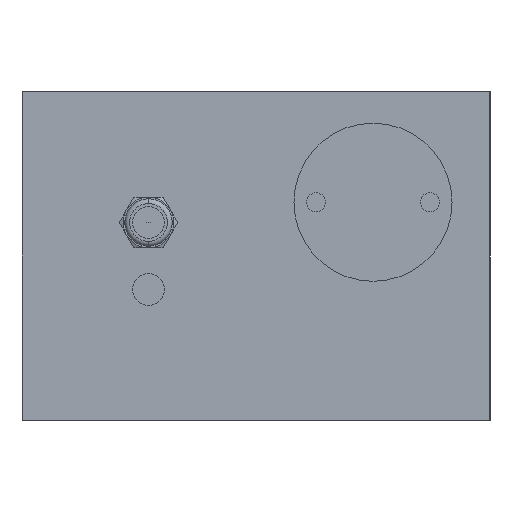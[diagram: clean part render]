
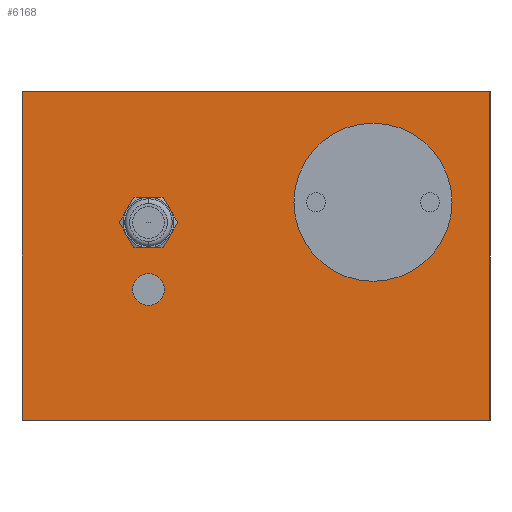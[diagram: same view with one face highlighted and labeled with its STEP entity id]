
A CAD part, left-side view. The second image highlights one B-rep face of the part: STEP entity #6168.
In plain terms, the highlighted planar face has unit normal (-1, 0, 0).
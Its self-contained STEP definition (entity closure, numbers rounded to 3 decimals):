
#711=DIRECTION('',(0.,0.,1.));
#712=VECTOR('',#711,52.);
#713=CARTESIAN_POINT('',(0.,74.,-52.));
#714=LINE('',#713,#712);
#755=DIRECTION('',(0.,-1.,0.));
#756=VECTOR('',#755,74.);
#757=CARTESIAN_POINT('',(0.,74.,-52.));
#758=LINE('',#757,#756);
#759=DIRECTION('',(0.,1.,0.));
#760=VECTOR('',#759,74.);
#761=CARTESIAN_POINT('',(0.,0.,0.));
#762=LINE('',#761,#760);
#763=DIRECTION('',(0.,0.,1.));
#764=VECTOR('',#763,52.);
#765=CARTESIAN_POINT('',(0.,0.,-52.));
#766=LINE('',#765,#764);
#767=CARTESIAN_POINT('',(0.,18.5,-17.5));
#768=DIRECTION('',(1.,0.,0.));
#769=DIRECTION('',(0.,0.,-1.));
#770=AXIS2_PLACEMENT_3D('',#767,#768,#769);
#772=CARTESIAN_POINT('',(0.,18.5,-17.5));
#773=DIRECTION('',(1.,0.,0.));
#774=DIRECTION('',(0.,0.,1.));
#775=AXIS2_PLACEMENT_3D('',#772,#773,#774);
#777=CARTESIAN_POINT('',(0.,54.,-31.3));
#778=DIRECTION('',(1.,0.,0.));
#779=DIRECTION('',(0.,0.,-1.));
#780=AXIS2_PLACEMENT_3D('',#777,#778,#779);
#782=CARTESIAN_POINT('',(0.,54.,-31.3));
#783=DIRECTION('',(1.,0.,0.));
#784=DIRECTION('',(0.,0.,1.));
#785=AXIS2_PLACEMENT_3D('',#782,#783,#784);
#787=CARTESIAN_POINT('',(0.,54.,-20.7));
#788=DIRECTION('',(-1.,0.,0.));
#789=DIRECTION('',(0.,-0.866,0.5));
#790=AXIS2_PLACEMENT_3D('',#787,#788,#789);
#792=CARTESIAN_POINT('',(0.,54.,-20.7));
#793=DIRECTION('',(-1.,0.,0.));
#794=DIRECTION('',(0.,0.,1.));
#795=AXIS2_PLACEMENT_3D('',#792,#793,#794);
#797=CARTESIAN_POINT('',(0.,54.,-20.7));
#798=DIRECTION('',(-1.,0.,0.));
#799=DIRECTION('',(0.,0.866,0.5));
#800=AXIS2_PLACEMENT_3D('',#797,#798,#799);
#802=CARTESIAN_POINT('',(0.,54.,-20.7));
#803=DIRECTION('',(-1.,0.,0.));
#804=DIRECTION('',(0.,0.866,-0.5));
#805=AXIS2_PLACEMENT_3D('',#802,#803,#804);
#807=CARTESIAN_POINT('',(0.,54.,-20.7));
#808=DIRECTION('',(-1.,0.,0.));
#809=DIRECTION('',(0.,0.,-1.));
#810=AXIS2_PLACEMENT_3D('',#807,#808,#809);
#812=CARTESIAN_POINT('',(0.,54.,-20.7));
#813=DIRECTION('',(-1.,0.,0.));
#814=DIRECTION('',(0.,-0.866,-0.5));
#815=AXIS2_PLACEMENT_3D('',#812,#813,#814);
#4251=CARTESIAN_POINT('',(0.,0.,-52.));
#4252=VERTEX_POINT('',#4251);
#4253=CARTESIAN_POINT('',(0.,74.,-52.));
#4254=VERTEX_POINT('',#4253);
#4291=CARTESIAN_POINT('',(0.,0.,0.));
#4292=VERTEX_POINT('',#4291);
#4293=CARTESIAN_POINT('',(0.,74.,0.));
#4294=VERTEX_POINT('',#4293);
#4819=CARTESIAN_POINT('',(0.,18.5,-30.));
#4820=CARTESIAN_POINT('',(0.,18.5,-5.));
#4821=VERTEX_POINT('',#4819);
#4822=VERTEX_POINT('',#4820);
#4823=CARTESIAN_POINT('',(0.,54.,-33.8));
#4824=CARTESIAN_POINT('',(0.,54.,-28.8));
#4825=VERTEX_POINT('',#4823);
#4826=VERTEX_POINT('',#4824);
#5441=CARTESIAN_POINT('',(0.,50.536,-18.7));
#5442=CARTESIAN_POINT('',(0.,54.,-16.7));
#5443=VERTEX_POINT('',#5441);
#5444=VERTEX_POINT('',#5442);
#5445=CARTESIAN_POINT('',(0.,57.464,-22.7));
#5446=CARTESIAN_POINT('',(0.,54.,-24.7));
#5447=VERTEX_POINT('',#5445);
#5448=VERTEX_POINT('',#5446);
#5449=CARTESIAN_POINT('',(0.,50.536,-22.7));
#5450=VERTEX_POINT('',#5449);
#5451=CARTESIAN_POINT('',(0.,57.464,-18.7));
#5452=VERTEX_POINT('',#5451);
#6130=CARTESIAN_POINT('',(0.,37.,-26.));
#6131=DIRECTION('',(1.,0.,0.));
#6132=DIRECTION('',(0.,-1.,0.));
#6133=AXIS2_PLACEMENT_3D('',#6130,#6131,#6132);
#6134=PLANE('',#6133);
#6135=ORIENTED_EDGE('',*,*,#5968,.F.);
#6136=ORIENTED_EDGE('',*,*,#6101,.T.);
#6137=ORIENTED_EDGE('',*,*,#5488,.F.);
#6139=ORIENTED_EDGE('',*,*,#6138,.F.);
#6140=EDGE_LOOP('',(#6135,#6136,#6137,#6139));
#6141=FACE_OUTER_BOUND('',#6140,.F.);
#6143=ORIENTED_EDGE('',*,*,#6142,.F.);
#6145=ORIENTED_EDGE('',*,*,#6144,.F.);
#6146=EDGE_LOOP('',(#6143,#6145));
#6147=FACE_BOUND('',#6146,.F.);
#6149=ORIENTED_EDGE('',*,*,#6148,.F.);
#6151=ORIENTED_EDGE('',*,*,#6150,.F.);
#6152=EDGE_LOOP('',(#6149,#6151));
#6153=FACE_BOUND('',#6152,.F.);
#6155=ORIENTED_EDGE('',*,*,#6154,.T.);
#6157=ORIENTED_EDGE('',*,*,#6156,.T.);
#6159=ORIENTED_EDGE('',*,*,#6158,.T.);
#6161=ORIENTED_EDGE('',*,*,#6160,.T.);
#6163=ORIENTED_EDGE('',*,*,#6162,.T.);
#6165=ORIENTED_EDGE('',*,*,#6164,.T.);
#6166=EDGE_LOOP('',(#6155,#6157,#6159,#6161,#6163,#6165));
#6167=FACE_BOUND('',#6166,.F.);
#6168=ADVANCED_FACE('',(#6141,#6147,#6153,#6167),#6134,.F.);
#771=CIRCLE('',#770,12.5);
#776=CIRCLE('',#775,12.5);
#781=CIRCLE('',#780,2.5);
#786=CIRCLE('',#785,2.5);
#791=CIRCLE('',#790,4.);
#796=CIRCLE('',#795,4.);
#801=CIRCLE('',#800,4.);
#806=CIRCLE('',#805,4.);
#811=CIRCLE('',#810,4.);
#816=CIRCLE('',#815,4.);
#5488=EDGE_CURVE('',#4292,#4294,#762,.T.);
#5968=EDGE_CURVE('',#4254,#4252,#758,.T.);
#6101=EDGE_CURVE('',#4254,#4294,#714,.T.);
#6138=EDGE_CURVE('',#4252,#4292,#766,.T.);
#6142=EDGE_CURVE('',#4821,#4822,#771,.T.);
#6144=EDGE_CURVE('',#4822,#4821,#776,.T.);
#6148=EDGE_CURVE('',#4825,#4826,#781,.T.);
#6150=EDGE_CURVE('',#4826,#4825,#786,.T.);
#6154=EDGE_CURVE('',#5443,#5444,#791,.T.);
#6156=EDGE_CURVE('',#5444,#5452,#796,.T.);
#6158=EDGE_CURVE('',#5452,#5447,#801,.T.);
#6160=EDGE_CURVE('',#5447,#5448,#806,.T.);
#6162=EDGE_CURVE('',#5448,#5450,#811,.T.);
#6164=EDGE_CURVE('',#5450,#5443,#816,.T.);
